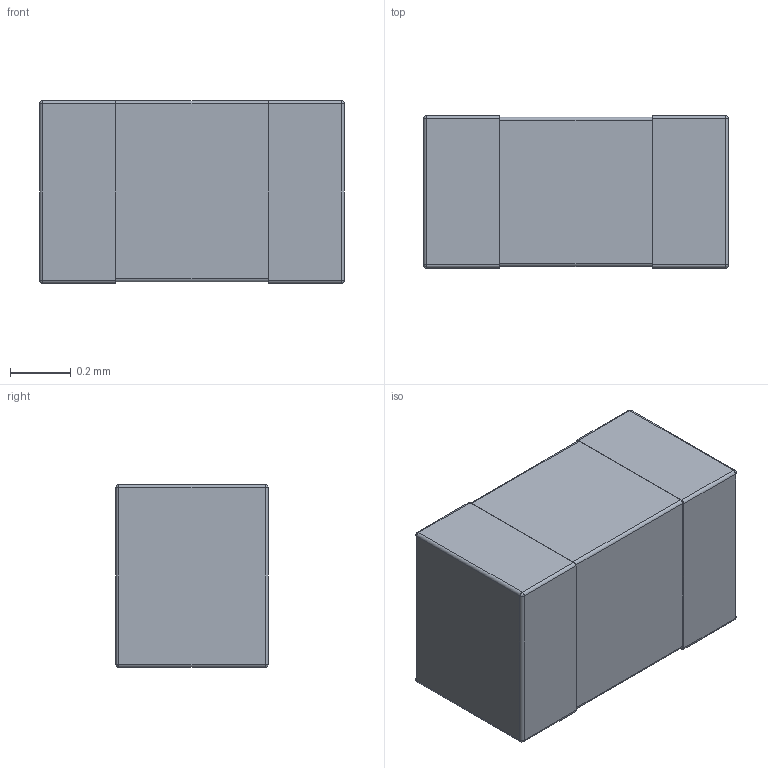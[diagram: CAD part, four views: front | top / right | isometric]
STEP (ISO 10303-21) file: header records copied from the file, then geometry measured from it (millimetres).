
FILE_DESCRIPTION(('FreeCAD Model'),'2;1');
FILE_NAME('C_0402.step', '2017-11-04T09:41:47',('kicad StepUp'),('ksu MCAD'), 'Open CASCADE STEP processor 6.8','FreeCAD','Unknown');
FILE_SCHEMA(('AUTOMOTIVE_DESIGN_CC2 { 1 2 10303 214 -1 1 5 4 }'));
Length unit declared in the file: millimetre
Products named in the file (1): C_0402
Bounding box: 1 x 0.5 x 0.6 mm (x, y, z)
Volume: 0.3 mm3; surface area: 2.8 mm2
Topology: 1 solids, 1 shells, 44 faces, 104 edges, 56 vertices
Faces by surface type: cylinder 20, plane 16, bspline 8
Entity records: 1597 total; most frequent: CARTESIAN_POINT 317, DIRECTION 210, ORIENTED_EDGE 192, EDGE_CURVE 96, AXIS2_PLACEMENT_3D 77, VERTEX_POINT 56, LINE 56, VECTOR 56
